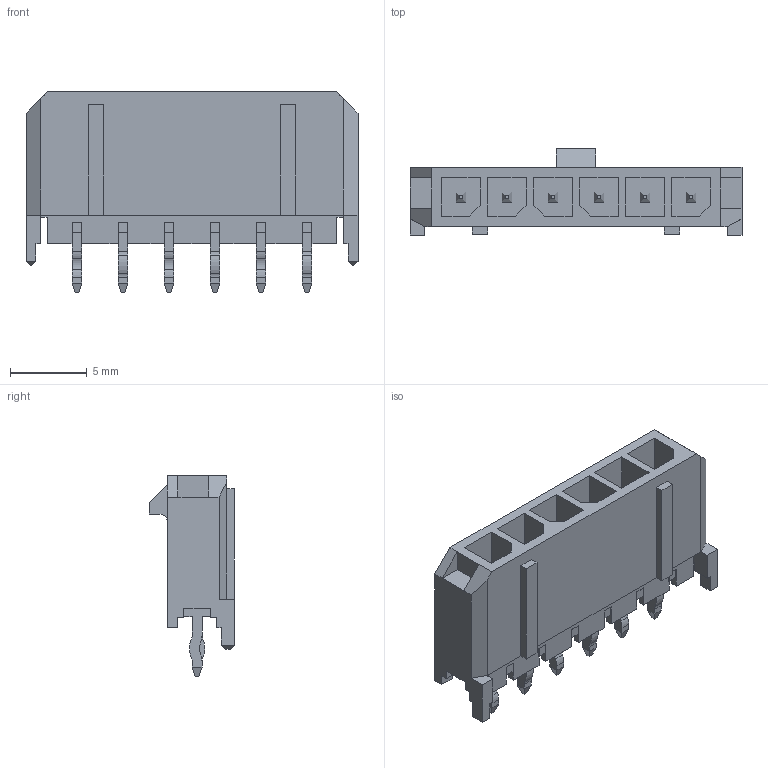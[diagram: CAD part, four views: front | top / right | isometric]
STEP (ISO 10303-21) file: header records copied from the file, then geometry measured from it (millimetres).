
FILE_DESCRIPTION((''),'2;1');
FILE_NAME('436500615','2020-10-20T',('me'),(''),'PRO/ENGINEER BY PARAMETRIC TECHNOLOGY CORPORATION, 2016010','PRO/ENGINEER BY PARAMETRIC TECHNOLOGY CORPORATION, 2016010','');
FILE_SCHEMA(('CONFIG_CONTROL_DESIGN'));
Length unit declared in the file: millimetre
Products named in the file (1): 436500615
Bounding box: 21.64 x 5.61 x 13.08 mm (x, y, z)
Volume: 532.8 mm3; surface area: 1283.9 mm2
Topology: 2 solids, 2 shells, 400 faces, 1075 edges, 692 vertices
Faces by surface type: plane 363, cylinder 37
Entity records: 12242 total; most frequent: CARTESIAN_POINT 2152, ORIENTED_EDGE 2118, DIRECTION 1967, EDGE_CURVE 1059, VECTOR 985, LINE 985, VERTEX_POINT 676, AXIS2_PLACEMENT_3D 491
